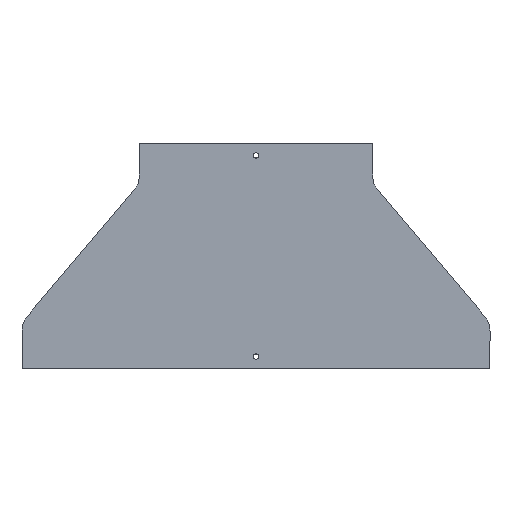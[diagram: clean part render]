
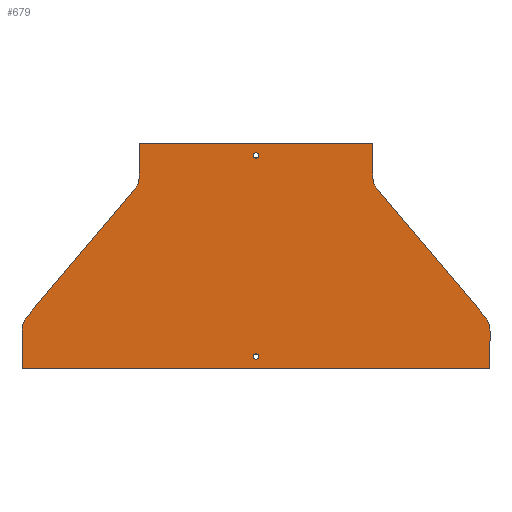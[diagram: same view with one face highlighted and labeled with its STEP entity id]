
A CAD part, front view. The second image highlights one B-rep face of the part: STEP entity #679.
In plain terms, the highlighted planar face has unit normal (0, -1, 0).
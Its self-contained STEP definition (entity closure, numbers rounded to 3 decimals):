
#13 = CARTESIAN_POINT ( 'NONE',  ( -300., 0., -288. ) ) ;
#22 = DIRECTION ( 'NONE',  ( -1., 0., 0. ) ) ;
#37 = VERTEX_POINT ( 'NONE', #1389 ) ;
#38 = VERTEX_POINT ( 'NONE', #1377 ) ;
#43 = VERTEX_POINT ( 'NONE', #1394 ) ;
#46 = VERTEX_POINT ( 'NONE', #1345 ) ;
#49 = VERTEX_POINT ( 'NONE', #1356 ) ;
#54 = VERTEX_POINT ( 'NONE', #1374 ) ;
#61 = VERTEX_POINT ( 'NONE', #1368 ) ;
#64 = VERTEX_POINT ( 'NONE', #1355 ) ;
#69 = VERTEX_POINT ( 'NONE', #1384 ) ;
#71 = VERTEX_POINT ( 'NONE', #1383 ) ;
#102 = EDGE_LOOP ( 'NONE', ( #332 ) ) ;
#106 = EDGE_LOOP ( 'NONE', ( #333 ) ) ;
#148 = EDGE_LOOP ( 'NONE', ( #331, #1538, #1537, #1536, #1535, #1534, #1533, #1532, #1531, #1530, #1529, #1528 ) ) ;
#155 = LINE ( 'NONE', #13, #159 ) ;
#159 = VECTOR ( 'NONE', #22, 1000. ) ;
#166 = CIRCLE ( 'NONE', #1005, 20. ) ;
#179 = LINE ( 'NONE', #382, #181 ) ;
#181 = VECTOR ( 'NONE', #379, 1000. ) ;
#182 = LINE ( 'NONE', #399, #193 ) ;
#184 = CIRCLE ( 'NONE', #1007, 30. ) ;
#193 = VECTOR ( 'NONE', #404, 1000. ) ;
#196 = LINE ( 'NONE', #403, #198 ) ;
#198 = VECTOR ( 'NONE', #398, 1000. ) ;
#210 = LINE ( 'NONE', #427, #213 ) ;
#213 = VECTOR ( 'NONE', #428, 1000. ) ;
#240 = LINE ( 'NONE', #462, #242 ) ;
#242 = VECTOR ( 'NONE', #463, 1000. ) ;
#291 = FACE_BOUND ( 'NONE', #106, .T. ) ;
#293 = FACE_OUTER_BOUND ( 'NONE', #148, .T. ) ;
#297 = FACE_BOUND ( 'NONE', #102, .T. ) ;
#331 = ORIENTED_EDGE ( 'NONE', *, *, #939, .F. ) ;
#332 = ORIENTED_EDGE ( 'NONE', *, *, #951, .F. ) ;
#333 = ORIENTED_EDGE ( 'NONE', *, *, #950, .F. ) ;
#356 = EDGE_CURVE ( 'NONE', #54, #61, #155, .T. ) ;
#373 = CARTESIAN_POINT ( 'NONE',  ( 170., 0., -44.045 ) ) ;
#374 = DIRECTION ( 'NONE',  ( 0., -1., 0. ) ) ;
#375 = DIRECTION ( 'NONE',  ( 0., 0., -1. ) ) ;
#379 = DIRECTION ( 'NONE',  ( 0.644, 0., -0.765 ) ) ;
#382 = CARTESIAN_POINT ( 'NONE',  ( 154.706, 0., -56.933 ) ) ;
#395 = CARTESIAN_POINT ( 'NONE',  ( 270., 0., -240.303 ) ) ;
#396 = DIRECTION ( 'NONE',  ( 0., 1., 0. ) ) ;
#397 = DIRECTION ( 'NONE',  ( 0., 0., -1. ) ) ;
#398 = DIRECTION ( 'NONE',  ( 0., 0., 1. ) ) ;
#399 = CARTESIAN_POINT ( 'NONE',  ( 150., 0., 0. ) ) ;
#403 = CARTESIAN_POINT ( 'NONE',  ( -150., 0., 0. ) ) ;
#404 = DIRECTION ( 'NONE',  ( 0., 0., -1. ) ) ;
#427 = CARTESIAN_POINT ( 'NONE',  ( -150., 0., 0. ) ) ;
#428 = DIRECTION ( 'NONE',  ( 1., 0., 0. ) ) ;
#462 = CARTESIAN_POINT ( 'NONE',  ( 300., 0., -240.303 ) ) ;
#463 = DIRECTION ( 'NONE',  ( 0., 0., -1. ) ) ;
#576 = DIRECTION ( 'NONE',  ( 0., 1., 0. ) ) ;
#579 = CARTESIAN_POINT ( 'NONE',  ( -170., 0., -44.045 ) ) ;
#581 = PLANE ( 'NONE',  #1048 ) ;
#583 = DIRECTION ( 'NONE',  ( 0., 0., 1. ) ) ;
#602 = EDGE_CURVE ( 'NONE', #43, #49, #166, .T. ) ;
#609 = EDGE_CURVE ( 'NONE', #49, #1341, #179, .T. ) ;
#612 = EDGE_CURVE ( 'NONE', #1341, #46, #184, .T. ) ;
#616 = EDGE_CURVE ( 'NONE', #38, #43, #182, .T. ) ;
#619 = EDGE_CURVE ( 'NONE', #930, #37, #196, .T. ) ;
#627 = EDGE_CURVE ( 'NONE', #37, #38, #210, .T. ) ;
#645 = EDGE_CURVE ( 'NONE', #46, #54, #240, .T. ) ;
#679 = ADVANCED_FACE ( 'NONE', ( #291, #297, #293 ), #581, .F. ) ;
#776 = LINE ( 'NONE', #1157, #780 ) ;
#780 = VECTOR ( 'NONE', #1154, 1000. ) ;
#783 = CIRCLE ( 'NONE', #1064, 30. ) ;
#788 = LINE ( 'NONE', #1169, #790 ) ;
#790 = VECTOR ( 'NONE', #1165, 1000. ) ;
#793 = CIRCLE ( 'NONE', #1066, 20. ) ;
#796 = CIRCLE ( 'NONE', #1068, 3.5 ) ;
#799 = CIRCLE ( 'NONE', #1069, 3.5 ) ;
#886 = VERTEX_POINT ( 'NONE', #1309 ) ;
#889 = VERTEX_POINT ( 'NONE', #1311 ) ;
#930 = VERTEX_POINT ( 'NONE', #1135 ) ;
#939 = EDGE_CURVE ( 'NONE', #61, #64, #776, .T. ) ;
#942 = EDGE_CURVE ( 'NONE', #64, #71, #783, .T. ) ;
#945 = EDGE_CURVE ( 'NONE', #71, #69, #788, .T. ) ;
#948 = EDGE_CURVE ( 'NONE', #69, #930, #793, .T. ) ;
#950 = EDGE_CURVE ( 'NONE', #886, #886, #796, .T. ) ;
#951 = EDGE_CURVE ( 'NONE', #889, #889, #799, .T. ) ;
#1005 = AXIS2_PLACEMENT_3D ( 'NONE', #373, #374, #375 ) ;
#1007 = AXIS2_PLACEMENT_3D ( 'NONE', #395, #396, #397 ) ;
#1048 = AXIS2_PLACEMENT_3D ( 'NONE', #579, #576, #583 ) ;
#1064 = AXIS2_PLACEMENT_3D ( 'NONE', #1166, #1167, #1168 ) ;
#1066 = AXIS2_PLACEMENT_3D ( 'NONE', #1177, #1178, #1179 ) ;
#1068 = AXIS2_PLACEMENT_3D ( 'NONE', #1185, #1186, #1187 ) ;
#1069 = AXIS2_PLACEMENT_3D ( 'NONE', #1189, #1190, #1191 ) ;
#1135 = CARTESIAN_POINT ( 'NONE',  ( -150., 0., -44.045 ) ) ;
#1154 = DIRECTION ( 'NONE',  ( 0., 0., 1. ) ) ;
#1157 = CARTESIAN_POINT ( 'NONE',  ( -300., 0., -240.303 ) ) ;
#1165 = DIRECTION ( 'NONE',  ( 0.644, 0., 0.765 ) ) ;
#1166 = CARTESIAN_POINT ( 'NONE',  ( -270., 0., -240.303 ) ) ;
#1167 = DIRECTION ( 'NONE',  ( 0., 1., 0. ) ) ;
#1168 = DIRECTION ( 'NONE',  ( 0., 0., 1. ) ) ;
#1169 = CARTESIAN_POINT ( 'NONE',  ( -154.706, 0., -56.933 ) ) ;
#1177 = CARTESIAN_POINT ( 'NONE',  ( -170., 0., -44.045 ) ) ;
#1178 = DIRECTION ( 'NONE',  ( 0., -1., 0. ) ) ;
#1179 = DIRECTION ( 'NONE',  ( 0., 0., 1. ) ) ;
#1185 = CARTESIAN_POINT ( 'NONE',  ( 0., 0., -273. ) ) ;
#1186 = DIRECTION ( 'NONE',  ( 0., -1., 0. ) ) ;
#1187 = DIRECTION ( 'NONE',  ( 0., 0., -1. ) ) ;
#1189 = CARTESIAN_POINT ( 'NONE',  ( 0., 0., -15. ) ) ;
#1190 = DIRECTION ( 'NONE',  ( 0., -1., 0. ) ) ;
#1191 = DIRECTION ( 'NONE',  ( 0., 0., -1. ) ) ;
#1305 = CARTESIAN_POINT ( 'NONE',  ( 292.941, 0., -220.971 ) ) ;
#1309 = CARTESIAN_POINT ( 'NONE',  ( 0., 0., -276.5 ) ) ;
#1311 = CARTESIAN_POINT ( 'NONE',  ( 0., 0., -18.5 ) ) ;
#1341 = VERTEX_POINT ( 'NONE', #1305 ) ;
#1345 = CARTESIAN_POINT ( 'NONE',  ( 300., 0., -240.303 ) ) ;
#1355 = CARTESIAN_POINT ( 'NONE',  ( -300., 0., -240.303 ) ) ;
#1356 = CARTESIAN_POINT ( 'NONE',  ( 154.706, 0., -56.933 ) ) ;
#1368 = CARTESIAN_POINT ( 'NONE',  ( -300., 0., -288. ) ) ;
#1374 = CARTESIAN_POINT ( 'NONE',  ( 300., 0., -288. ) ) ;
#1377 = CARTESIAN_POINT ( 'NONE',  ( 150., 0., 0. ) ) ;
#1383 = CARTESIAN_POINT ( 'NONE',  ( -292.941, 0., -220.971 ) ) ;
#1384 = CARTESIAN_POINT ( 'NONE',  ( -154.706, 0., -56.933 ) ) ;
#1389 = CARTESIAN_POINT ( 'NONE',  ( -150., 0., 0. ) ) ;
#1394 = CARTESIAN_POINT ( 'NONE',  ( 150., 0., -44.045 ) ) ;
#1528 = ORIENTED_EDGE ( 'NONE', *, *, #942, .F. ) ;
#1529 = ORIENTED_EDGE ( 'NONE', *, *, #945, .F. ) ;
#1530 = ORIENTED_EDGE ( 'NONE', *, *, #948, .F. ) ;
#1531 = ORIENTED_EDGE ( 'NONE', *, *, #619, .F. ) ;
#1532 = ORIENTED_EDGE ( 'NONE', *, *, #627, .F. ) ;
#1533 = ORIENTED_EDGE ( 'NONE', *, *, #616, .F. ) ;
#1534 = ORIENTED_EDGE ( 'NONE', *, *, #602, .F. ) ;
#1535 = ORIENTED_EDGE ( 'NONE', *, *, #609, .F. ) ;
#1536 = ORIENTED_EDGE ( 'NONE', *, *, #612, .F. ) ;
#1537 = ORIENTED_EDGE ( 'NONE', *, *, #645, .F. ) ;
#1538 = ORIENTED_EDGE ( 'NONE', *, *, #356, .F. ) ;
